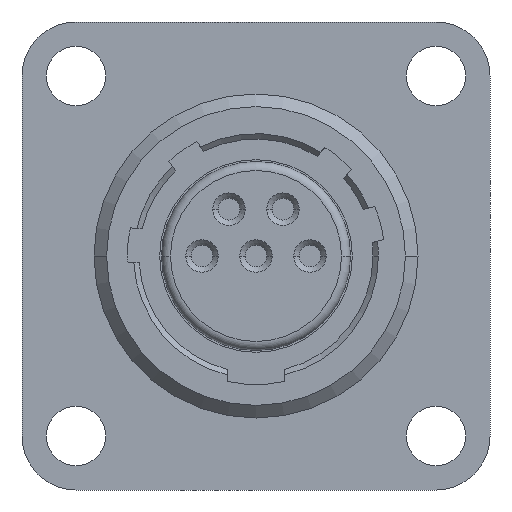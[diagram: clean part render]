
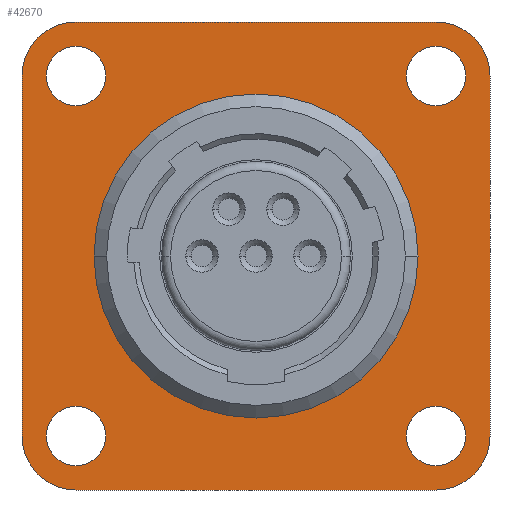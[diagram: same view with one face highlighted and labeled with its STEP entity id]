
A CAD part, front view. The second image highlights one B-rep face of the part: STEP entity #42670.
In plain terms, the highlighted planar face has unit normal (0, -1, 0).
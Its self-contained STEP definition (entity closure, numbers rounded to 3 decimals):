
#41040=CARTESIAN_POINT('',(-8.35,-12.5,10.));
#41050=VERTEX_POINT('',#41040);
#41130=CARTESIAN_POINT('',(-11.65,-12.5,10.));
#41140=VERTEX_POINT('',#41130);
#41170=CARTESIAN_POINT('',(-10.,-12.5,10.));
#41180=DIRECTION('',(0.,-1.,0.));
#41190=DIRECTION('',(-1.,0.,0.));
#41200=AXIS2_PLACEMENT_3D('',#41170,#41180,#41190);
#41210=CIRCLE('',#41200,1.65);
#41220=EDGE_CURVE('',#41050,#41140,#41210,.T.);
#41270=CARTESIAN_POINT('',(-7.9,-12.5,0.));
#41280=DIRECTION('',(-0.,-1.,-0.));
#41290=DIRECTION('',(-1.,0.,0.));
#41300=AXIS2_PLACEMENT_3D('',#41270,#41280,#41290);
#41310=PLANE('',#41300);
#41320=EDGE_CURVE('',#41140,#41050,#41210,.T.);
#41330=ORIENTED_EDGE('',*,*,#41320,.F.);
#41340=ORIENTED_EDGE('',*,*,#41220,.F.);
#41350=EDGE_LOOP('',(#41340,#41330));
#41360=FACE_BOUND('',#41350,.T.);
#41370=CARTESIAN_POINT('',(10.,-12.5,10.));
#41380=DIRECTION('',(0.,-1.,0.));
#41390=DIRECTION('',(-1.,0.,0.));
#41400=AXIS2_PLACEMENT_3D('',#41370,#41380,#41390);
#41410=CIRCLE('',#41400,1.65);
#41420=CARTESIAN_POINT('',(8.35,-12.5,10.));
#41430=VERTEX_POINT('',#41420);
#41440=CARTESIAN_POINT('',(11.65,-12.5,10.));
#41450=VERTEX_POINT('',#41440);
#41460=EDGE_CURVE('',#41430,#41450,#41410,.T.);
#41470=ORIENTED_EDGE('',*,*,#41460,.F.);
#41480=EDGE_CURVE('',#41450,#41430,#41410,.T.);
#41490=ORIENTED_EDGE('',*,*,#41480,.F.);
#41500=EDGE_LOOP('',(#41490,#41470));
#41510=FACE_BOUND('',#41500,.T.);
#41520=CARTESIAN_POINT('',(10.,-12.5,-10.));
#41530=DIRECTION('',(0.,-1.,0.));
#41540=DIRECTION('',(-1.,0.,0.));
#41550=AXIS2_PLACEMENT_3D('',#41520,#41530,#41540);
#41560=CIRCLE('',#41550,1.65);
#41570=CARTESIAN_POINT('',(8.35,-12.5,-10.));
#41580=VERTEX_POINT('',#41570);
#41590=CARTESIAN_POINT('',(11.65,-12.5,-10.));
#41600=VERTEX_POINT('',#41590);
#41610=EDGE_CURVE('',#41580,#41600,#41560,.T.);
#41620=ORIENTED_EDGE('',*,*,#41610,.F.);
#41630=EDGE_CURVE('',#41600,#41580,#41560,.T.);
#41640=ORIENTED_EDGE('',*,*,#41630,.F.);
#41650=EDGE_LOOP('',(#41640,#41620));
#41660=FACE_BOUND('',#41650,.T.);
#41670=CARTESIAN_POINT('',(-10.,-12.5,-10.));
#41680=DIRECTION('',(0.,-1.,0.));
#41690=DIRECTION('',(-1.,0.,0.));
#41700=AXIS2_PLACEMENT_3D('',#41670,#41680,#41690);
#41710=CIRCLE('',#41700,1.65);
#41720=CARTESIAN_POINT('',(-11.65,-12.5,-10.));
#41730=VERTEX_POINT('',#41720);
#41740=CARTESIAN_POINT('',(-8.35,-12.5,-10.));
#41750=VERTEX_POINT('',#41740);
#41760=EDGE_CURVE('',#41730,#41750,#41710,.T.);
#41770=ORIENTED_EDGE('',*,*,#41760,.F.);
#41780=EDGE_CURVE('',#41750,#41730,#41710,.T.);
#41790=ORIENTED_EDGE('',*,*,#41780,.F.);
#41800=EDGE_LOOP('',(#41790,#41770));
#41810=FACE_BOUND('',#41800,.T.);
#41820=CARTESIAN_POINT('',(0.,-12.5,0.));
#41830=DIRECTION('',(0.,-1.,0.));
#41840=DIRECTION('',(-1.,0.,0.));
#41850=AXIS2_PLACEMENT_3D('',#41820,#41830,#41840);
#41860=CIRCLE('',#41850,9.);
#41870=CARTESIAN_POINT('',(-9.,-12.5,0.));
#41880=VERTEX_POINT('',#41870);
#41890=CARTESIAN_POINT('',(9.,-12.5,0.));
#41900=VERTEX_POINT('',#41890);
#41910=EDGE_CURVE('',#41880,#41900,#41860,.T.);
#41920=ORIENTED_EDGE('',*,*,#41910,.F.);
#41930=EDGE_CURVE('',#41900,#41880,#41860,.T.);
#41940=ORIENTED_EDGE('',*,*,#41930,.F.);
#41950=EDGE_LOOP('',(#41940,#41920));
#41960=FACE_BOUND('',#41950,.T.);
#41970=CARTESIAN_POINT('',(10.,-12.5,10.));
#41980=DIRECTION('',(0.,1.,0.));
#41990=DIRECTION('',(1.,0.,0.));
#42000=AXIS2_PLACEMENT_3D('',#41970,#41980,#41990);
#42010=CIRCLE('',#42000,3.);
#42020=CARTESIAN_POINT('',(10.,-12.5,13.));
#42030=VERTEX_POINT('',#42020);
#42040=CARTESIAN_POINT('',(13.,-12.5,10.));
#42050=VERTEX_POINT('',#42040);
#42060=EDGE_CURVE('',#42030,#42050,#42010,.T.);
#42070=ORIENTED_EDGE('',*,*,#42060,.F.);
#42080=CARTESIAN_POINT('',(13.,-12.5,0.));
#42090=DIRECTION('',(0.,0.,-1.));
#42100=VECTOR('',#42090,1.);
#42110=LINE('',#42080,#42100);
#42120=CARTESIAN_POINT('',(13.,-12.5,-10.));
#42130=VERTEX_POINT('',#42120);
#42140=EDGE_CURVE('',#42050,#42130,#42110,.T.);
#42150=ORIENTED_EDGE('',*,*,#42140,.F.);
#42160=CARTESIAN_POINT('',(10.,-12.5,-10.));
#42170=DIRECTION('',(0.,-1.,0.));
#42180=DIRECTION('',(-1.,0.,0.));
#42190=AXIS2_PLACEMENT_3D('',#42160,#42170,#42180);
#42200=CIRCLE('',#42190,3.);
#42210=CARTESIAN_POINT('',(10.,-12.5,-13.));
#42220=VERTEX_POINT('',#42210);
#42230=EDGE_CURVE('',#42220,#42130,#42200,.T.);
#42240=ORIENTED_EDGE('',*,*,#42230,.T.);
#42250=CARTESIAN_POINT('',(0.,-12.5,-13.));
#42260=DIRECTION('',(-1.,0.,0.));
#42270=VECTOR('',#42260,1.);
#42280=LINE('',#42250,#42270);
#42290=CARTESIAN_POINT('',(-10.,-12.5,-13.));
#42300=VERTEX_POINT('',#42290);
#42310=EDGE_CURVE('',#42220,#42300,#42280,.T.);
#42320=ORIENTED_EDGE('',*,*,#42310,.F.);
#42330=CARTESIAN_POINT('',(-10.,-12.5,-10.));
#42340=DIRECTION('',(0.,-1.,0.));
#42350=DIRECTION('',(-1.,0.,0.));
#42360=AXIS2_PLACEMENT_3D('',#42330,#42340,#42350);
#42370=CIRCLE('',#42360,3.);
#42380=CARTESIAN_POINT('',(-13.,-12.5,-10.));
#42390=VERTEX_POINT('',#42380);
#42400=EDGE_CURVE('',#42390,#42300,#42370,.T.);
#42410=ORIENTED_EDGE('',*,*,#42400,.T.);
#42420=CARTESIAN_POINT('',(-13.,-12.5,0.));
#42430=DIRECTION('',(0.,0.,-1.));
#42440=VECTOR('',#42430,1.);
#42450=LINE('',#42420,#42440);
#42460=CARTESIAN_POINT('',(-13.,-12.5,10.));
#42470=VERTEX_POINT('',#42460);
#42480=EDGE_CURVE('',#42470,#42390,#42450,.T.);
#42490=ORIENTED_EDGE('',*,*,#42480,.T.);
#42500=CARTESIAN_POINT('',(-10.,-12.5,10.));
#42510=DIRECTION('',(0.,-1.,0.));
#42520=DIRECTION('',(-1.,0.,0.));
#42530=AXIS2_PLACEMENT_3D('',#42500,#42510,#42520);
#42540=CIRCLE('',#42530,3.);
#42550=CARTESIAN_POINT('',(-10.,-12.5,13.));
#42560=VERTEX_POINT('',#42550);
#42570=EDGE_CURVE('',#42560,#42470,#42540,.T.);
#42580=ORIENTED_EDGE('',*,*,#42570,.T.);
#42590=CARTESIAN_POINT('',(0.,-12.5,13.));
#42600=DIRECTION('',(-1.,0.,0.));
#42610=VECTOR('',#42600,1.);
#42620=LINE('',#42590,#42610);
#42630=EDGE_CURVE('',#42030,#42560,#42620,.T.);
#42640=ORIENTED_EDGE('',*,*,#42630,.T.);
#42650=EDGE_LOOP('',(#42640,#42580,#42490,#42410,#42320,#42240,#42150,
#42070));
#42660=FACE_OUTER_BOUND('',#42650,.T.);
#42670=ADVANCED_FACE('',(#41360,#41510,#41660,#41810,#41960,#42660),
#41310,.T.);
